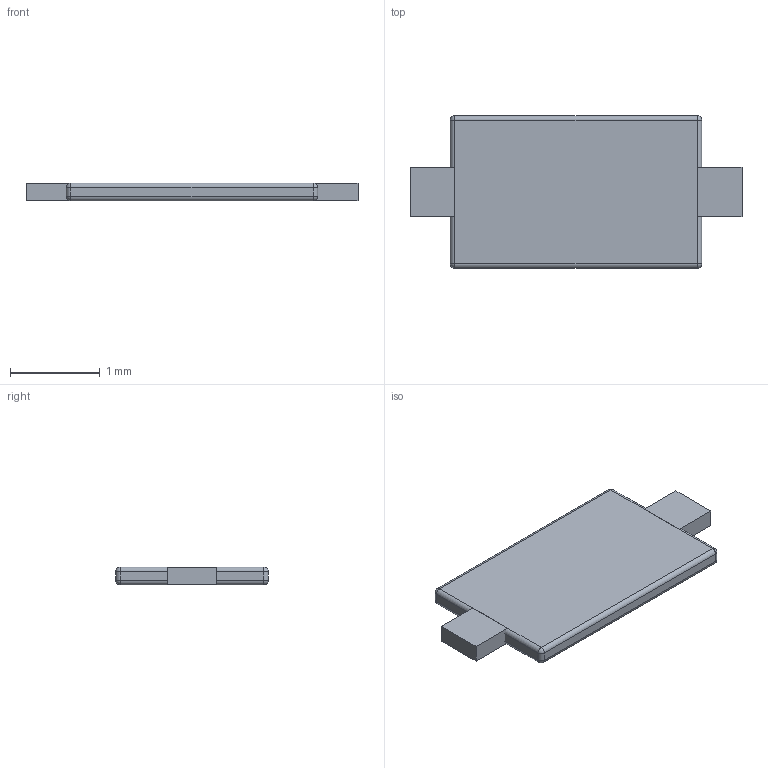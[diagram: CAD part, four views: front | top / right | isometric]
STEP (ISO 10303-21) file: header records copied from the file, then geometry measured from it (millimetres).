
FILE_DESCRIPTION(('Open CASCADE Model'),'2;1');
FILE_NAME('Open CASCADE Shape Model','2020-01-13T09:42:30',('Author'),( 'Open CASCADE'),'Open CASCADE STEP processor 6.8','Open CASCADE 6.8' ,'Unknown');
FILE_SCHEMA(('AUTOMOTIVE_DESIGN { 1 0 10303 214 1 1 1 1 }'));
Length unit declared in the file: millimetre
Products named in the file (6): PCB; Designator1; 6704430784; Body; Open_CASCADE_STEP_translator_6.8_44.1.1; lead
Assembly tree (5 placements, depth 4):
  PCB
  Designator1
    6704430784
      Body
        Open_CASCADE_STEP_translator_6.8_44.1.1
      lead  x2
Bounding box: 3.7 x 1.7 x 0.2 mm (x, y, z)
Volume: 1.1 mm3; surface area: 12.9 mm2
Topology: 3 solids, 3 shells, 38 faces, 80 edges, 40 vertices
Faces by surface type: plane 18, cylinder 12, sphere 8
Entity records: 896 total; most frequent: DIRECTION 160, CARTESIAN_POINT 130, ORIENTED_EDGE 120, AXIS2_PLACEMENT_3D 62, EDGE_CURVE 60, LINE 36, VECTOR 36, ADVANCED_FACE 32
